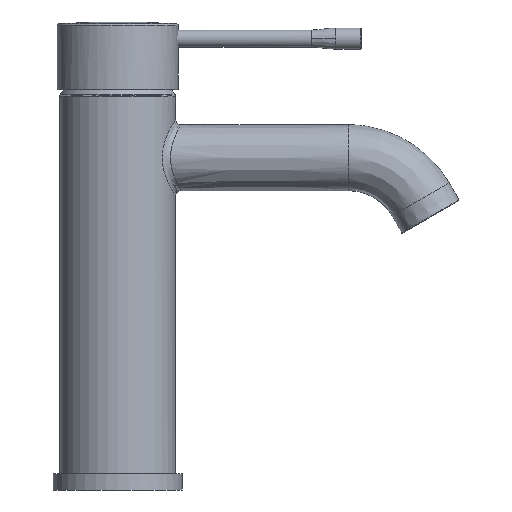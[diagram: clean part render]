
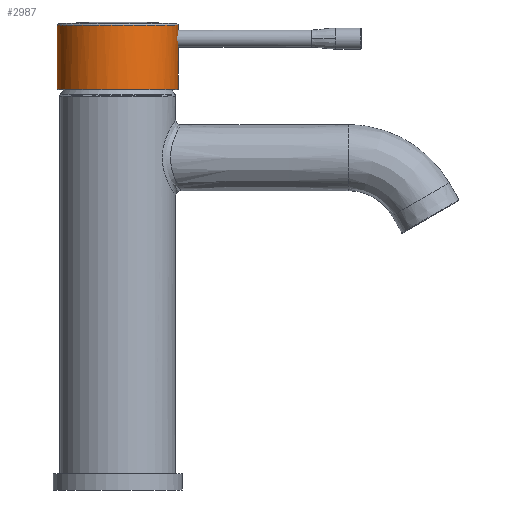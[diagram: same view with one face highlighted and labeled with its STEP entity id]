
A CAD part, front view. The second image highlights one B-rep face of the part: STEP entity #2987.
In plain terms, the highlighted cylindrical face has radius 22.5 mm (diameter 45 mm), a full revolution.
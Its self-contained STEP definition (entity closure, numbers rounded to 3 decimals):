
#284=(
BOUNDED_CURVE()
B_SPLINE_CURVE(3,(#4846,#4847,#4848,#4849,#4850,#4851,#4852,#4853,#4854,
#4855,#4856,#4857,#4858,#4859,#4860,#4861),.UNSPECIFIED.,.F.,.F.)
B_SPLINE_CURVE_WITH_KNOTS((4,3,3,3,3,4),(-0.068,-0.051,
-0.034,-0.026,-0.017,0.),
 .PIECEWISE_BEZIER_KNOTS.)
CURVE()
GEOMETRIC_REPRESENTATION_ITEM()
RATIONAL_B_SPLINE_CURVE((1.,0.953,0.953,1.,0.953,
0.953,1.,0.988,0.988,1.,0.988,
0.988,1.,0.953,0.953,1.))
REPRESENTATION_ITEM('')
);
#285=(
BOUNDED_CURVE()
B_SPLINE_CURVE(3,(#4864,#4865,#4866,#4867,#4868,#4869,#4870),
 .UNSPECIFIED.,.F.,.F.)
B_SPLINE_CURVE_WITH_KNOTS((4,3,4),(0.,0.,
0.002),.PIECEWISE_BEZIER_KNOTS.)
CURVE()
GEOMETRIC_REPRESENTATION_ITEM()
RATIONAL_B_SPLINE_CURVE((1.,1.,1.,1.,0.999,0.999,
1.))
REPRESENTATION_ITEM('')
);
#286=(
BOUNDED_CURVE()
B_SPLINE_CURVE(3,(#4872,#4873,#4874,#4875,#4876,#4877,#4878,#4879,#4880,
#4881,#4882,#4883,#4884,#4885,#4886,#4887,#4888,#4889,#4890,#4891,#4892,
#4893),.UNSPECIFIED.,.F.,.F.)
B_SPLINE_CURVE_WITH_KNOTS((4,3,3,3,3,3,3,4),(-0.138,-0.121,
-0.103,-0.094,-0.09,-0.088,
-0.086,-0.07),.PIECEWISE_BEZIER_KNOTS.)
CURVE()
GEOMETRIC_REPRESENTATION_ITEM()
RATIONAL_B_SPLINE_CURVE((1.,0.949,0.949,1.,0.949,
0.949,1.,0.987,0.987,1.,0.997,
0.997,1.,0.999,0.999,1.,0.999,
0.999,1.,0.956,0.95,0.982))
REPRESENTATION_ITEM('')
);
#287=(
BOUNDED_CURVE()
B_SPLINE_CURVE(3,(#4895,#4896,#4897,#4898),.UNSPECIFIED.,.F.,.F.)
B_SPLINE_CURVE_WITH_KNOTS((4,4),(-0.07,-0.068),
 .PIECEWISE_BEZIER_KNOTS.)
CURVE()
GEOMETRIC_REPRESENTATION_ITEM()
RATIONAL_B_SPLINE_CURVE((0.982,0.987,0.993,
1.))
REPRESENTATION_ITEM('')
);
#527=ORIENTED_EDGE('',*,*,#1097,.F.);
#528=ORIENTED_EDGE('',*,*,#1094,.F.);
#529=ORIENTED_EDGE('',*,*,#1093,.F.);
#530=ORIENTED_EDGE('',*,*,#1096,.F.);
#531=ORIENTED_EDGE('',*,*,#1095,.F.);
#1093=EDGE_CURVE('',#1389,#1390,#284,.T.);
#1094=EDGE_CURVE('',#1390,#1391,#285,.T.);
#1095=EDGE_CURVE('',#1391,#1392,#286,.T.);
#1096=EDGE_CURVE('',#1392,#1389,#287,.T.);
#1097=EDGE_CURVE('',#1393,#1393,#1578,.T.);
#1389=VERTEX_POINT('',#4862);
#1390=VERTEX_POINT('',#4863);
#1391=VERTEX_POINT('',#4871);
#1392=VERTEX_POINT('',#4894);
#1393=VERTEX_POINT('',#4901);
#1578=CIRCLE('',#3190,22.5);
#1698=EDGE_LOOP('',(#527));
#1699=EDGE_LOOP('',(#528,#529,#530,#531));
#1917=FACE_BOUND('',#1698,.T.);
#1918=FACE_BOUND('',#1699,.T.);
#2109=CYLINDRICAL_SURFACE('',#3189,22.5);
#2987=ADVANCED_FACE('',(#1917,#1918),#2109,.T.);
#3189=AXIS2_PLACEMENT_3D('',#4899,#3472,#3473);
#3190=AXIS2_PLACEMENT_3D('',#4900,#3474,#3475);
#3472=DIRECTION('',(0.,0.,-1.));
#3473=DIRECTION('',(-1.,0.,0.));
#3474=DIRECTION('',(0.,0.,-1.));
#3475=DIRECTION('',(-1.,0.,0.));
#4846=CARTESIAN_POINT('',(-2.377,22.374,23.942));
#4847=CARTESIAN_POINT('',(-8.178,21.758,23.942));
#4848=CARTESIAN_POINT('',(-13.337,19.037,23.944));
#4849=CARTESIAN_POINT('',(-17.122,14.598,23.948));
#4850=CARTESIAN_POINT('',(-20.906,10.159,23.952));
#4851=CARTESIAN_POINT('',(-22.777,4.635,23.968));
#4852=CARTESIAN_POINT('',(-22.468,-1.19,23.965));
#4853=CARTESIAN_POINT('',(-22.317,-4.049,23.964));
#4854=CARTESIAN_POINT('',(-21.629,-6.829,23.957));
#4855=CARTESIAN_POINT('',(-20.429,-9.429,23.953));
#4856=CARTESIAN_POINT('',(-19.229,-12.028,23.949));
#4857=CARTESIAN_POINT('',(-17.561,-14.355,23.948));
#4858=CARTESIAN_POINT('',(-15.483,-16.325,23.947));
#4859=CARTESIAN_POINT('',(-11.251,-20.339,23.943));
#4860=CARTESIAN_POINT('',(-5.833,-22.5,23.942));
#4861=CARTESIAN_POINT('',(0.,-22.5,23.942));
#4862=CARTESIAN_POINT('',(-2.377,22.374,23.942));
#4863=CARTESIAN_POINT('',(0.,-22.5,23.942));
#4864=CARTESIAN_POINT('',(0.,-22.5,23.942));
#4865=CARTESIAN_POINT('',(0.004,-22.5,23.942));
#4866=CARTESIAN_POINT('',(0.009,-22.5,23.942));
#4867=CARTESIAN_POINT('',(0.013,-22.5,23.942));
#4868=CARTESIAN_POINT('',(0.803,-22.5,23.942));
#4869=CARTESIAN_POINT('',(1.592,-22.458,23.942));
#4870=CARTESIAN_POINT('',(2.378,-22.374,23.942));
#4871=CARTESIAN_POINT('',(2.378,-22.374,23.942));
#4872=CARTESIAN_POINT('',(2.378,-22.374,23.942));
#4873=CARTESIAN_POINT('',(8.391,-21.735,23.942));
#4874=CARTESIAN_POINT('',(13.702,-18.844,23.944));
#4875=CARTESIAN_POINT('',(17.502,-14.14,23.949));
#4876=CARTESIAN_POINT('',(21.302,-9.436,23.953));
#4877=CARTESIAN_POINT('',(23.013,-3.636,23.97));
#4878=CARTESIAN_POINT('',(22.374,2.377,23.964));
#4879=CARTESIAN_POINT('',(22.061,5.325,23.962));
#4880=CARTESIAN_POINT('',(21.179,8.155,23.954));
#4881=CARTESIAN_POINT('',(19.761,10.759,23.952));
#4882=CARTESIAN_POINT('',(19.056,12.054,23.95));
#4883=CARTESIAN_POINT('',(18.227,13.274,23.949));
#4884=CARTESIAN_POINT('',(17.283,14.407,23.948));
#4885=CARTESIAN_POINT('',(16.811,14.973,23.948));
#4886=CARTESIAN_POINT('',(16.312,15.515,23.947));
#4887=CARTESIAN_POINT('',(15.787,16.032,23.947));
#4888=CARTESIAN_POINT('',(15.262,16.549,23.946));
#4889=CARTESIAN_POINT('',(14.713,17.039,23.946));
#4890=CARTESIAN_POINT('',(14.14,17.502,23.946));
#4891=CARTESIAN_POINT('',(10.11,20.758,23.943));
#4892=CARTESIAN_POINT('',(5.213,22.5,23.942));
#4893=CARTESIAN_POINT('',(-0.001,22.5,23.942));
#4894=CARTESIAN_POINT('',(-0.001,22.5,23.942));
#4895=CARTESIAN_POINT('',(-0.001,22.5,23.942));
#4896=CARTESIAN_POINT('',(-0.797,22.5,23.942));
#4897=CARTESIAN_POINT('',(-1.59,22.458,23.942));
#4898=CARTESIAN_POINT('',(-2.377,22.374,23.942));
#4899=CARTESIAN_POINT('',(0.,0.,24.441));
#4900=CARTESIAN_POINT('',(0.,0.,0.2));
#4901=CARTESIAN_POINT('',(-22.5,0.,0.2));
